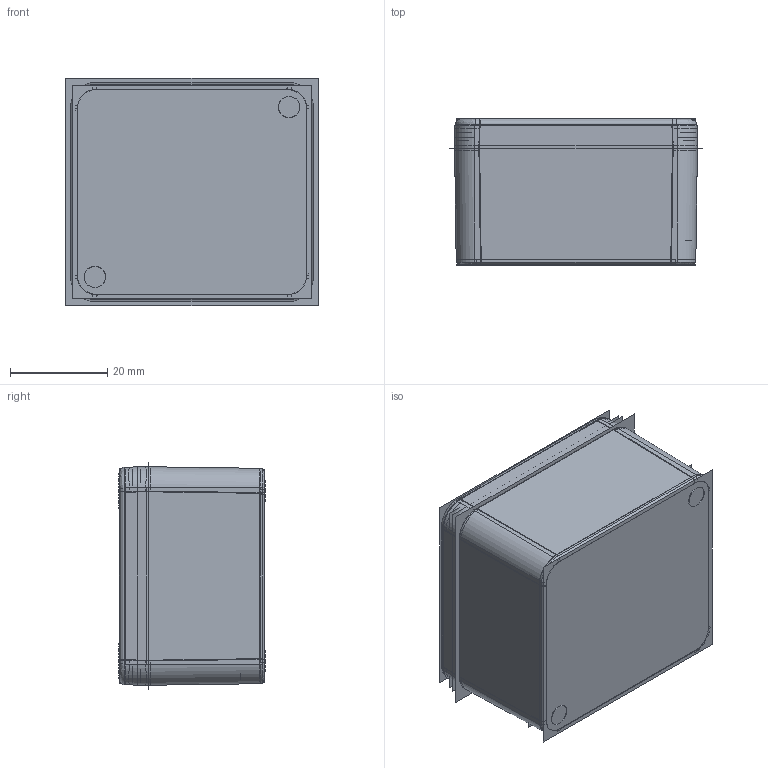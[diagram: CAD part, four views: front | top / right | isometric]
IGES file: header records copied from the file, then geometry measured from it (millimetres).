
Start section:  PTC IGES file: ca-020.igs
Global section: file name: ca-020.igs; native system: Pro/ENGINEER by Parametric Technology Corporation; preprocessor: 2005070; author: M.Fehring; organization: Unknown; date: 100915.141825; units: millimetre
Bounding box: 52 x 30.19 x 46.8 mm (x, y, z)
Surface area: 59835.5 mm2 (no closed solid volume)
Topology: 0 solids, 0 shells, 1032 faces, 14527 edges, 19026 vertices
Faces by surface type: revolution 530, bspline 502
